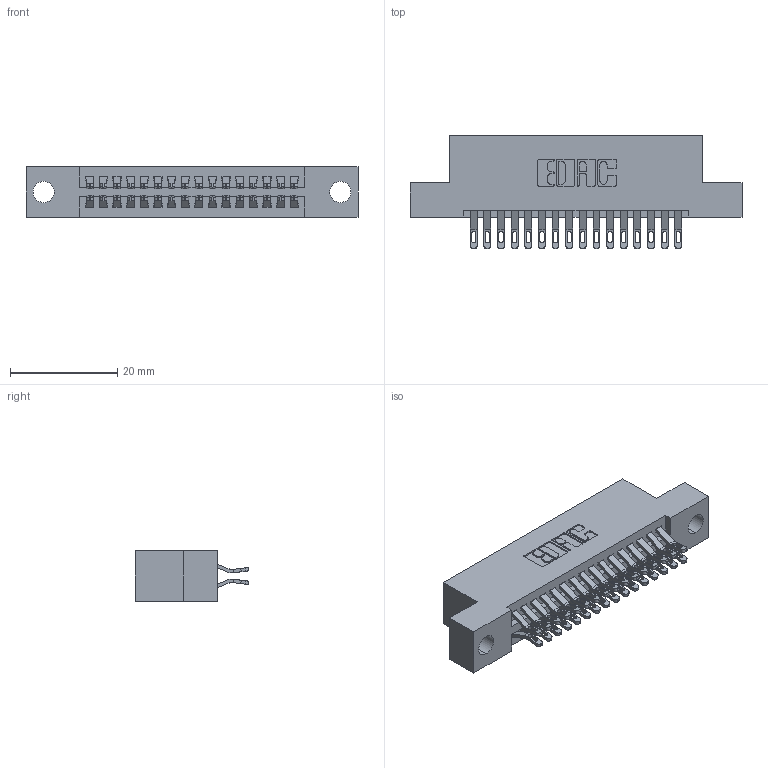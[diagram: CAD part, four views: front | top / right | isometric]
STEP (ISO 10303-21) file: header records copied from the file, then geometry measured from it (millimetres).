
FILE_DESCRIPTION (( 'STEP AP203' ), '1' );
FILE_NAME ('395-032-555-204.STEP', '2021-06-16T20:32:48', ( '' ), ( '' ), 'SwSTEP 2.0', 'SolidWorks 2020', '' );
FILE_SCHEMA (( 'CONFIG_CONTROL_DESIGN' ));
Length unit declared in the file: inch
Products named in the file (3): 345-292-001_555 Tail; 345 Part_Flush Mounting Lugs - 0.156 Dia-TI; 395-032-555-204
Assembly tree (33 placements, depth 2):
  395-032-555-204
    345 Part_Flush Mounting Lugs - 0.156 Dia-TI
    345-292-001_555 Tail  x32
Bounding box: 61.85 x 21.13 x 9.4 mm (x, y, z)
Volume: 5753.6 mm3; surface area: 8175.6 mm2
Topology: 33 solids, 33 shells, 1932 faces, 6041 edges, 4026 vertices
Faces by surface type: plane 1086, cylinder 846
Entity records: 16799 total; most frequent: CARTESIAN_POINT 2880, ORIENTED_EDGE 2782, DIRECTION 2539, EDGE_CURVE 1391, LINE 1175, VECTOR 1175, VERTEX_POINT 926, AXIS2_PLACEMENT_3D 682
